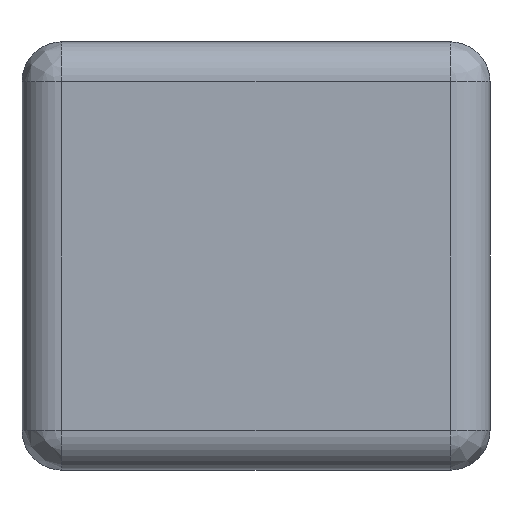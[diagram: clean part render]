
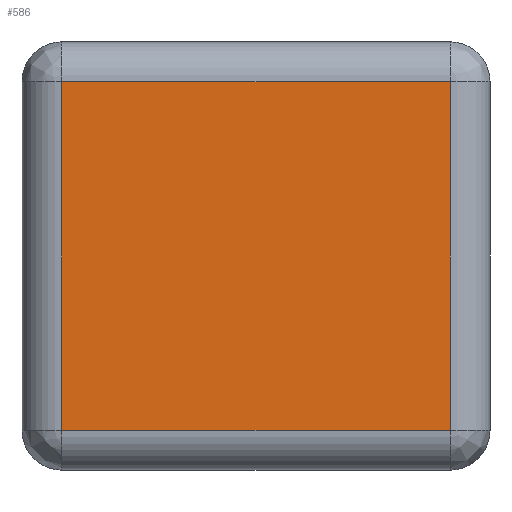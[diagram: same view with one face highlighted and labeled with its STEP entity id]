
A CAD part, left-side view. The second image highlights one B-rep face of the part: STEP entity #586.
In plain terms, the highlighted planar face has unit normal (-1, 0, 0).
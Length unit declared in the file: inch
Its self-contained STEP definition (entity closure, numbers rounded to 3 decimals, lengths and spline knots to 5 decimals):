
#84 = FACE_OUTER_BOUND ( 'NONE', #1933, .T. ) ;
#223 = ORIENTED_EDGE ( 'NONE', *, *, #226, .F. ) ;
#226 = EDGE_CURVE ( 'NONE', #1372, #973, #946, .T. ) ;
#275 = CARTESIAN_POINT ( 'NONE',  ( -0.12008, 0.11575, 0.05295 ) ) ;
#311 = ORIENTED_EDGE ( 'NONE', *, *, #1320, .F. ) ;
#359 = AXIS2_PLACEMENT_3D ( 'NONE', #275, #1474, #456 ) ;
#367 = LINE ( 'NONE', #994, #758 ) ;
#387 = VECTOR ( 'NONE', #2096, 39.37008 ) ;
#397 = DIRECTION ( 'NONE',  ( 0., 0., -1. ) ) ;
#456 = DIRECTION ( 'NONE',  ( 0., 0., -1. ) ) ;
#586 = ADVANCED_FACE ( 'NONE', ( #84 ), #626, .F. ) ;
#626 = PLANE ( 'NONE',  #359 ) ;
#627 = CARTESIAN_POINT ( 'NONE',  ( -0.12008, 0.11575, -0.04311 ) ) ;
#667 = ORIENTED_EDGE ( 'NONE', *, *, #826, .F. ) ;
#717 = CARTESIAN_POINT ( 'NONE',  ( -0.12008, 0.10591, 0.04311 ) ) ;
#754 = ORIENTED_EDGE ( 'NONE', *, *, #1704, .F. ) ;
#758 = VECTOR ( 'NONE', #1149, 39.37008 ) ;
#798 = CARTESIAN_POINT ( 'NONE',  ( -0.12008, 0.10591, -0.04311 ) ) ;
#822 = LINE ( 'NONE', #1249, #1669 ) ;
#826 = EDGE_CURVE ( 'NONE', #1280, #1372, #822, .T. ) ;
#870 = VECTOR ( 'NONE', #942, 39.37008 ) ;
#942 = DIRECTION ( 'NONE',  ( 0., 1., 0. ) ) ;
#946 = LINE ( 'NONE', #627, #870 ) ;
#973 = VERTEX_POINT ( 'NONE', #798 ) ;
#994 = CARTESIAN_POINT ( 'NONE',  ( -0.12008, 0.10591, 0. ) ) ;
#1088 = CARTESIAN_POINT ( 'NONE',  ( -0.12008, 0.11575, 0.04311 ) ) ;
#1135 = VERTEX_POINT ( 'NONE', #717 ) ;
#1149 = DIRECTION ( 'NONE',  ( 0., 0., 1. ) ) ;
#1249 = CARTESIAN_POINT ( 'NONE',  ( -0.12008, 0.00984, 0.05295 ) ) ;
#1280 = VERTEX_POINT ( 'NONE', #1756 ) ;
#1320 = EDGE_CURVE ( 'NONE', #1135, #1280, #2124, .T. ) ;
#1372 = VERTEX_POINT ( 'NONE', #1773 ) ;
#1474 = DIRECTION ( 'NONE',  ( 1., 0., 0. ) ) ;
#1669 = VECTOR ( 'NONE', #397, 39.37008 ) ;
#1704 = EDGE_CURVE ( 'NONE', #973, #1135, #367, .T. ) ;
#1756 = CARTESIAN_POINT ( 'NONE',  ( -0.12008, 0.00984, 0.04311 ) ) ;
#1773 = CARTESIAN_POINT ( 'NONE',  ( -0.12008, 0.00984, -0.04311 ) ) ;
#1933 = EDGE_LOOP ( 'NONE', ( #223, #667, #311, #754 ) ) ;
#2096 = DIRECTION ( 'NONE',  ( 0., -1., 0. ) ) ;
#2124 = LINE ( 'NONE', #1088, #387 ) ;
